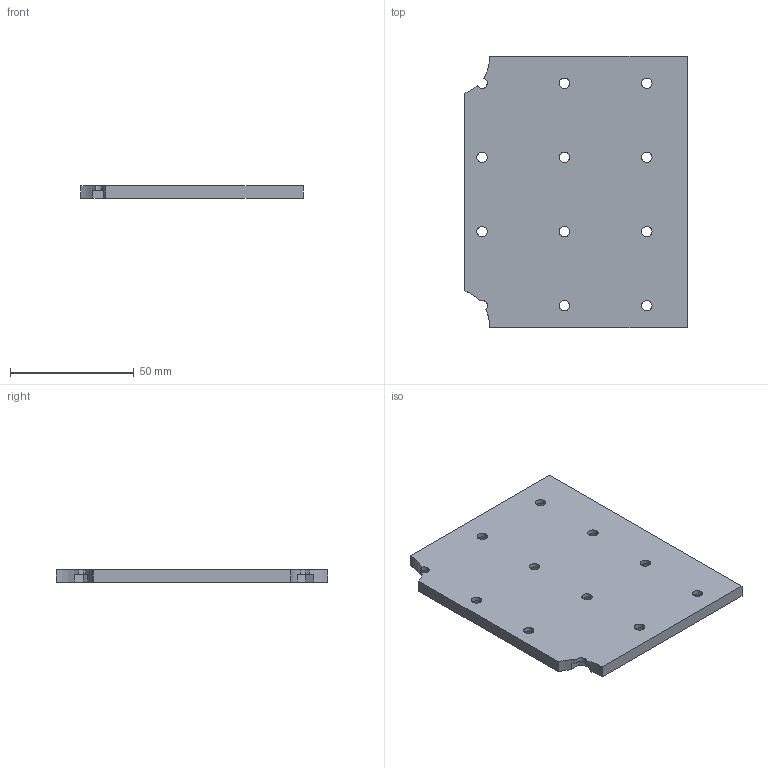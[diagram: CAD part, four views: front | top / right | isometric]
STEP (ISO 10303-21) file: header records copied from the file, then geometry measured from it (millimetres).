
FILE_DESCRIPTION(('FreeCAD Model'),'2;1');
FILE_NAME( 'rml-clampbase-half-1.step', '2015-09-06T18:46:47',('Author'),(''), 'Open CASCADE STEP processor 6.9','FreeCAD','Unknown');
FILE_SCHEMA(('AUTOMOTIVE_DESIGN { 1 0 10303 214 1 1 1 1 }'));
Length unit declared in the file: millimetre
Products named in the file (1): Common
Bounding box: 90 x 110 x 5 mm (x, y, z)
Volume: 46511.4 mm3; surface area: 22074.2 mm2
Topology: 1 solids, 1 shells, 105 faces, 279 edges, 186 vertices
Faces by surface type: plane 87, cylinder 18
Full cylindrical faces by diameter (mm): 4.2 x10
Entity records: 6923 total; most frequent: CARTESIAN_POINT 1199, DIRECTION 1059, LINE 735, VECTOR 735, ORIENTED_EDGE 558, PCURVE 558, DEFINITIONAL_REPRESENTATION 558, EDGE_CURVE 279
